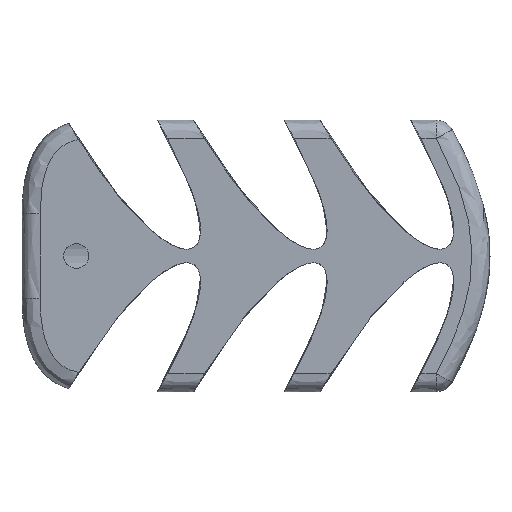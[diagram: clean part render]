
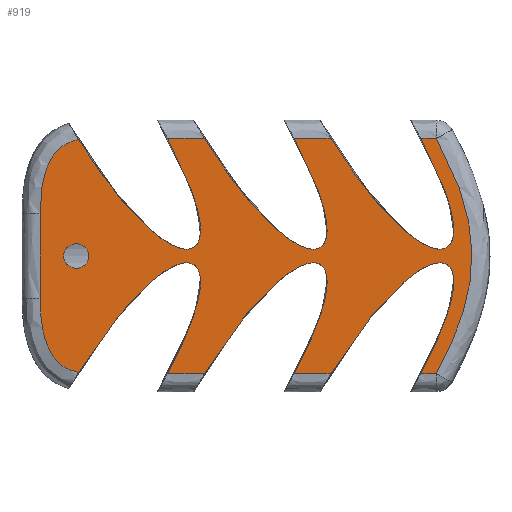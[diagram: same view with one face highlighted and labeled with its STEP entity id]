
A CAD part, left-side view. The second image highlights one B-rep face of the part: STEP entity #919.
In plain terms, the highlighted planar face has unit normal (-1, 0, 0).
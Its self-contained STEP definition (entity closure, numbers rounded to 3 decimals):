
#18=PLANE('',#985);
#34=FACE_BOUND('',#237,.T.);
#72=LINE('',#2763,#120);
#74=LINE('',#2779,#122);
#75=LINE('',#2795,#123);
#76=LINE('',#2796,#124);
#77=LINE('',#2797,#125);
#78=LINE('',#2798,#126);
#79=LINE('',#2799,#127);
#120=VECTOR('',#1081,10.);
#122=VECTOR('',#1085,10.);
#123=VECTOR('',#1086,10.);
#124=VECTOR('',#1087,10.);
#125=VECTOR('',#1088,10.);
#126=VECTOR('',#1089,10.);
#127=VECTOR('',#1090,10.);
#179=FACE_OUTER_BOUND('',#236,.T.);
#236=EDGE_LOOP('',(#735,#736,#737,#738,#739,#740,#741,#742,#743,#744,#745,
#746,#747,#748,#749,#750));
#237=EDGE_LOOP('',(#751,#752));
#275=B_SPLINE_CURVE_WITH_KNOTS('',3,(#1363,#1364,#1365,#1366,#1367,#1368,
#1369,#1370,#1371,#1372),.UNSPECIFIED.,.F.,.F.,(4,1,1,1,1,1,1,4),(-4.291,
-3.702,-3.114,-2.526,-1.937,
-1.349,-0.761,-0.172),.UNSPECIFIED.);
#294=B_SPLINE_CURVE_WITH_KNOTS('',3,(#1849,#1850,#1851,#1852),
 .UNSPECIFIED.,.F.,.F.,(4,4),(0.254,2.4),
 .UNSPECIFIED.);
#301=B_SPLINE_CURVE_WITH_KNOTS('',3,(#2009,#2010,#2011,#2012),
 .UNSPECIFIED.,.F.,.F.,(4,4),(0.359,9.755),
 .UNSPECIFIED.);
#306=B_SPLINE_CURVE_WITH_KNOTS('',3,(#2133,#2134,#2135,#2136),
 .UNSPECIFIED.,.F.,.F.,(4,4),(0.359,9.755),
 .UNSPECIFIED.);
#312=B_SPLINE_CURVE_WITH_KNOTS('',3,(#2295,#2296,#2297,#2298),
 .UNSPECIFIED.,.F.,.F.,(4,4),(0.254,2.4),
 .UNSPECIFIED.);
#319=B_SPLINE_CURVE_WITH_KNOTS('',3,(#2455,#2456,#2457,#2458),
 .UNSPECIFIED.,.F.,.F.,(4,4),(0.254,2.394),
 .UNSPECIFIED.);
#326=B_SPLINE_CURVE_WITH_KNOTS('',3,(#2767,#2768,#2769,#2770,#2771,#2772,
#2773,#2774,#2775,#2776,#2777),.UNSPECIFIED.,.F.,.F.,(4,1,1,1,1,1,1,1,4),
(-1.436,-1.22,-1.003,-0.57,
-0.354,-0.273,-0.138,-0.029,
0.079),.UNSPECIFIED.);
#327=B_SPLINE_CURVE_WITH_KNOTS('',3,(#2781,#2782,#2783,#2784,#2785,#2786,
#2787,#2788,#2789),.UNSPECIFIED.,.F.,.F.,(4,1,1,1,1,1,4),(-1.515,
-1.299,-1.082,-0.866,-0.649,
-0.433,0.),.UNSPECIFIED.);
#328=B_SPLINE_CURVE_WITH_KNOTS('',3,(#2791,#2792,#2793,#2794),
 .UNSPECIFIED.,.F.,.F.,(4,4),(0.384,9.755),
 .UNSPECIFIED.);
#351=CIRCLE('',#986,2.067);
#352=CIRCLE('',#987,2.067);
#366=VERTEX_POINT('',#1239);
#368=VERTEX_POINT('',#1355);
#391=VERTEX_POINT('',#1833);
#392=VERTEX_POINT('',#1848);
#399=VERTEX_POINT('',#1993);
#400=VERTEX_POINT('',#2008);
#405=VERTEX_POINT('',#2117);
#406=VERTEX_POINT('',#2132);
#412=VERTEX_POINT('',#2279);
#413=VERTEX_POINT('',#2294);
#419=VERTEX_POINT('',#2439);
#420=VERTEX_POINT('',#2454);
#429=VERTEX_POINT('',#2766);
#430=VERTEX_POINT('',#2778);
#431=VERTEX_POINT('',#2780);
#432=VERTEX_POINT('',#2790);
#433=VERTEX_POINT('',#2800);
#434=VERTEX_POINT('',#2801);
#461=EDGE_CURVE('',#368,#366,#275,.T.);
#492=EDGE_CURVE('',#392,#391,#294,.T.);
#502=EDGE_CURVE('',#400,#399,#301,.T.);
#510=EDGE_CURVE('',#406,#405,#306,.T.);
#519=EDGE_CURVE('',#413,#412,#312,.T.);
#528=EDGE_CURVE('',#420,#419,#319,.T.);
#544=EDGE_CURVE('',#420,#412,#72,.T.);
#546=EDGE_CURVE('',#429,#419,#326,.T.);
#547=EDGE_CURVE('',#430,#429,#74,.T.);
#548=EDGE_CURVE('',#431,#430,#327,.T.);
#549=EDGE_CURVE('',#431,#432,#328,.T.);
#550=EDGE_CURVE('',#400,#432,#75,.T.);
#551=EDGE_CURVE('',#406,#399,#76,.T.);
#552=EDGE_CURVE('',#366,#405,#77,.T.);
#553=EDGE_CURVE('',#392,#368,#78,.T.);
#554=EDGE_CURVE('',#413,#391,#79,.T.);
#555=EDGE_CURVE('',#433,#434,#351,.T.);
#556=EDGE_CURVE('',#434,#433,#352,.T.);
#735=ORIENTED_EDGE('',*,*,#544,.F.);
#736=ORIENTED_EDGE('',*,*,#528,.T.);
#737=ORIENTED_EDGE('',*,*,#546,.F.);
#738=ORIENTED_EDGE('',*,*,#547,.F.);
#739=ORIENTED_EDGE('',*,*,#548,.F.);
#740=ORIENTED_EDGE('',*,*,#549,.T.);
#741=ORIENTED_EDGE('',*,*,#550,.F.);
#742=ORIENTED_EDGE('',*,*,#502,.T.);
#743=ORIENTED_EDGE('',*,*,#551,.F.);
#744=ORIENTED_EDGE('',*,*,#510,.T.);
#745=ORIENTED_EDGE('',*,*,#552,.F.);
#746=ORIENTED_EDGE('',*,*,#461,.F.);
#747=ORIENTED_EDGE('',*,*,#553,.F.);
#748=ORIENTED_EDGE('',*,*,#492,.T.);
#749=ORIENTED_EDGE('',*,*,#554,.F.);
#750=ORIENTED_EDGE('',*,*,#519,.T.);
#751=ORIENTED_EDGE('',*,*,#555,.T.);
#752=ORIENTED_EDGE('',*,*,#556,.T.);
#919=ADVANCED_FACE('',(#179,#34),#18,.F.);
#985=AXIS2_PLACEMENT_3D('',#2765,#1083,#1084);
#986=AXIS2_PLACEMENT_3D('',#2802,#1091,#1092);
#987=AXIS2_PLACEMENT_3D('',#2803,#1093,#1094);
#1081=DIRECTION('',(0.,-1.,0.));
#1083=DIRECTION('center_axis',(1.,0.,0.));
#1084=DIRECTION('ref_axis',(0.,0.,-1.));
#1085=DIRECTION('',(0.,0.,1.));
#1086=DIRECTION('',(0.,1.,0.));
#1087=DIRECTION('',(0.,1.,0.));
#1088=DIRECTION('',(0.,1.,0.));
#1089=DIRECTION('',(0.,-1.,0.));
#1090=DIRECTION('',(0.,-1.,0.));
#1091=DIRECTION('center_axis',(1.,0.,0.));
#1092=DIRECTION('ref_axis',(0.,0.,1.));
#1093=DIRECTION('center_axis',(1.,0.,0.));
#1094=DIRECTION('ref_axis',(0.,0.,1.));
#1239=CARTESIAN_POINT('',(0.,-28.721,-19.5));
#1355=CARTESIAN_POINT('',(0.,-28.721,19.5));
#1363=CARTESIAN_POINT('Ctrl Pts',(0.,-28.721,
19.5));
#1364=CARTESIAN_POINT('Ctrl Pts',(0.,-29.666,
17.782));
#1365=CARTESIAN_POINT('Ctrl Pts',(0.,-31.43,
14.273));
#1366=CARTESIAN_POINT('Ctrl Pts',(0.,-33.49,
8.749));
#1367=CARTESIAN_POINT('Ctrl Pts',(0.,-34.666,
2.957));
#1368=CARTESIAN_POINT('Ctrl Pts',(0.,-34.667,
-2.958));
#1369=CARTESIAN_POINT('Ctrl Pts',(0.,-33.49,
-8.749));
#1370=CARTESIAN_POINT('Ctrl Pts',(0.,-31.43,
-14.274));
#1371=CARTESIAN_POINT('Ctrl Pts',(0.,-29.666,
-17.782));
#1372=CARTESIAN_POINT('Ctrl Pts',(0.,-28.721,
-19.5));
#1833=CARTESIAN_POINT('',(0.,-11.264,19.5));
#1848=CARTESIAN_POINT('',(0.,-26.148,19.5));
#1849=CARTESIAN_POINT('Ctrl Pts',(0.,-26.148,19.5));
#1850=CARTESIAN_POINT('Ctrl Pts',(0.,-39.317,-5.));
#1851=CARTESIAN_POINT('Ctrl Pts',(0.,-26.385,-5.));
#1852=CARTESIAN_POINT('Ctrl Pts',(0.,-11.264,19.5));
#1993=CARTESIAN_POINT('',(0.,-5.148,-19.5));
#2008=CARTESIAN_POINT('',(0.,9.736,-19.5));
#2009=CARTESIAN_POINT('Ctrl Pts',(0.,9.736,-19.5));
#2010=CARTESIAN_POINT('Ctrl Pts',(0.,-5.385,5.));
#2011=CARTESIAN_POINT('Ctrl Pts',(0.,-18.317,5.));
#2012=CARTESIAN_POINT('Ctrl Pts',(0.,-5.148,-19.5));
#2117=CARTESIAN_POINT('',(0.,-26.148,-19.5));
#2132=CARTESIAN_POINT('',(0.,-11.264,-19.5));
#2133=CARTESIAN_POINT('Ctrl Pts',(0.,-11.264,-19.5));
#2134=CARTESIAN_POINT('Ctrl Pts',(0.,-26.385,5.));
#2135=CARTESIAN_POINT('Ctrl Pts',(0.,-39.317,5.));
#2136=CARTESIAN_POINT('Ctrl Pts',(0.,-26.148,-19.5));
#2279=CARTESIAN_POINT('',(0.,9.736,19.5));
#2294=CARTESIAN_POINT('',(0.,-5.148,19.5));
#2295=CARTESIAN_POINT('Ctrl Pts',(0.,-5.148,19.5));
#2296=CARTESIAN_POINT('Ctrl Pts',(0.,-18.317,-5.));
#2297=CARTESIAN_POINT('Ctrl Pts',(0.,-5.385,-5.));
#2298=CARTESIAN_POINT('Ctrl Pts',(0.,9.736,19.5));
#2439=CARTESIAN_POINT('',(0.,30.614,19.302));
#2454=CARTESIAN_POINT('',(0.,15.852,19.5));
#2455=CARTESIAN_POINT('Ctrl Pts',(0.,15.852,19.5));
#2456=CARTESIAN_POINT('Ctrl Pts',(0.,2.719,-4.934));
#2457=CARTESIAN_POINT('Ctrl Pts',(0.,15.545,-5.));
#2458=CARTESIAN_POINT('Ctrl Pts',(0.,30.614,19.302));
#2763=CARTESIAN_POINT('',(0.,20.,19.5));
#2765=CARTESIAN_POINT('Origin',(0.,0.,0.));
#2766=CARTESIAN_POINT('',(0.,37.,7.));
#2767=CARTESIAN_POINT('Ctrl Pts',(0.,37.,7.));
#2768=CARTESIAN_POINT('Ctrl Pts',(0.,37.,7.722));
#2769=CARTESIAN_POINT('Ctrl Pts',(0.,36.962,
9.164));
#2770=CARTESIAN_POINT('Ctrl Pts',(0.,36.667,
12.027));
#2771=CARTESIAN_POINT('Ctrl Pts',(0.,35.975,
14.868));
#2772=CARTESIAN_POINT('Ctrl Pts',(0.,34.679,
16.96));
#2773=CARTESIAN_POINT('Ctrl Pts',(0.,33.651,
17.98));
#2774=CARTESIAN_POINT('Ctrl Pts',(0.,32.752,
18.594));
#2775=CARTESIAN_POINT('Ctrl Pts',(0.,31.667,
19.052));
#2776=CARTESIAN_POINT('Ctrl Pts',(0.,30.968,
19.233));
#2777=CARTESIAN_POINT('Ctrl Pts',(0.,30.614,
19.302));
#2778=CARTESIAN_POINT('',(0.,37.,-7.));
#2779=CARTESIAN_POINT('',(0.,37.,-11.25));
#2780=CARTESIAN_POINT('',(0.,30.614,-19.302));
#2781=CARTESIAN_POINT('Ctrl Pts',(0.,30.614,
-19.302));
#2782=CARTESIAN_POINT('Ctrl Pts',(0.,31.322,
-19.163));
#2783=CARTESIAN_POINT('Ctrl Pts',(0.,32.715,
-18.719));
#2784=CARTESIAN_POINT('Ctrl Pts',(0.,34.443,
-17.35));
#2785=CARTESIAN_POINT('Ctrl Pts',(0.,35.593,
-15.491));
#2786=CARTESIAN_POINT('Ctrl Pts',(0.,36.317,
-13.444));
#2787=CARTESIAN_POINT('Ctrl Pts',(0.,36.886,
-10.605));
#2788=CARTESIAN_POINT('Ctrl Pts',(0.,37.,-8.443));
#2789=CARTESIAN_POINT('Ctrl Pts',(0.,37.,-7.));
#2790=CARTESIAN_POINT('',(0.,15.852,-19.5));
#2791=CARTESIAN_POINT('Ctrl Pts',(0.,30.614,-19.302));
#2792=CARTESIAN_POINT('Ctrl Pts',(0.,15.545,5.));
#2793=CARTESIAN_POINT('Ctrl Pts',(0.,2.719,4.934));
#2794=CARTESIAN_POINT('Ctrl Pts',(0.,15.852,-19.5));
#2795=CARTESIAN_POINT('',(0.,-20.,-19.5));
#2796=CARTESIAN_POINT('',(0.,-20.,-19.5));
#2797=CARTESIAN_POINT('',(0.,-20.,-19.5));
#2798=CARTESIAN_POINT('',(0.,20.,19.5));
#2799=CARTESIAN_POINT('',(0.,20.,19.5));
#2800=CARTESIAN_POINT('',(0.,31.,2.067));
#2801=CARTESIAN_POINT('',(0.,31.,-2.067));
#2802=CARTESIAN_POINT('Origin',(0.,31.,0.));
#2803=CARTESIAN_POINT('Origin',(0.,31.,0.));
